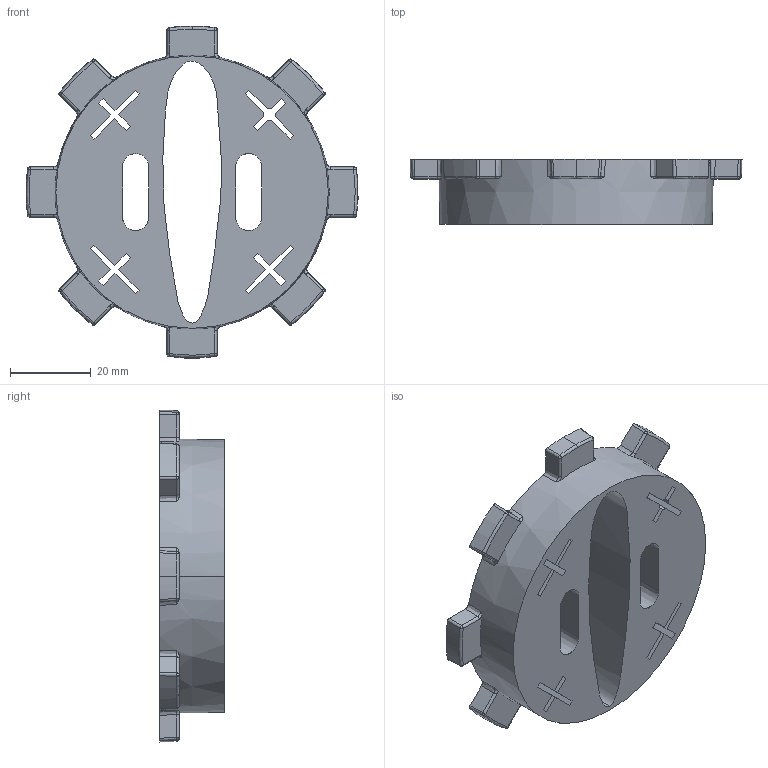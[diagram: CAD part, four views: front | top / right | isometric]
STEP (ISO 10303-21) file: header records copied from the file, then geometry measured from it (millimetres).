
FILE_DESCRIPTION (( 'STEP AP203' ), '1' );
FILE_NAME ('RUBBER PART.STEP', '2014-02-15T01:26:58', ( '' ), ( '' ), 'SwSTEP 2.0', 'SolidWorks 2014', '' );
FILE_SCHEMA (( 'CONFIG_CONTROL_DESIGN' ));
Length unit declared in the file: millimetre
Products named in the file (1): RUBBER PART
Bounding box: 82.05 x 16 x 82.05 mm (x, y, z)
Volume: 42679.5 mm3; surface area: 17145.8 mm2
Topology: 1 solids, 1 shells, 236 faces, 621 edges, 392 vertices
Faces by surface type: plane 107, bspline 84, cylinder 27, cone 18
Entity records: 9111 total; most frequent: CARTESIAN_POINT 3777, ORIENTED_EDGE 1242, DIRECTION 878, EDGE_CURVE 621, VERTEX_POINT 392, LINE 334, VECTOR 334, AXIS2_PLACEMENT_3D 272
